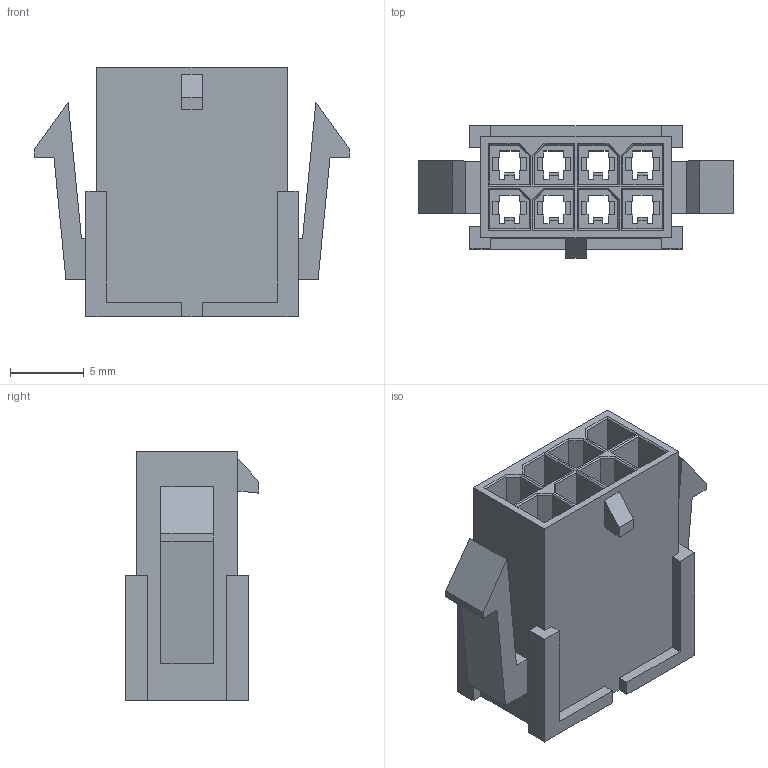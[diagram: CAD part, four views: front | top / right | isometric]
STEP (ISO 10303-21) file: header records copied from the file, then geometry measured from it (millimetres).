
FILE_DESCRIPTION(/* description */ ('Unknown'),/* implementation_level */ '2;1');
FILE_NAME(/* name */ '66200821822',/* time_stamp */ '2019-08-20T14:04:36+02:00',/* author */ ('Unknown'),/* organization */ ('Unknown'),/* preprocessor_version */ 'ST-DEVELOPER v16.7',/* originating_system */ 'DEX',/* authorisation */ $);
FILE_SCHEMA (('CONFIG_CONTROL_DESIGN','AP203_CONFIGURATION_CONTROLLED_3D_DESIGN_OF_MECHANICAL_PARTS_AND_ASSEMBLIES_MIM_LF { 1 0 10303 203 3 1 4 }','TECHNICAL_DATA_PACKAGING','AUTOMOTIVE_DESIGN {1 0 10303 214 3 1 1}'));
Length unit declared in the file: millimetre
Products named in the file (2): 6620xx21822; 66200821822
Assembly tree (1 placements, depth 2):
  6620xx21822
    66200821822
Bounding box: 21.35 x 9 x 16.9 mm (x, y, z)
Volume: 933.3 mm3; surface area: 2520.1 mm2
Topology: 1 solids, 1 shells, 427 faces, 1171 edges, 757 vertices
Faces by surface type: plane 411, cylinder 16
Entity records: 13270 total; most frequent: CARTESIAN_POINT 2357, ORIENTED_EDGE 2342, DIRECTION 2061, EDGE_CURVE 1171, LINE 1139, VECTOR 1139, VERTEX_POINT 757, AXIS2_PLACEMENT_3D 461
